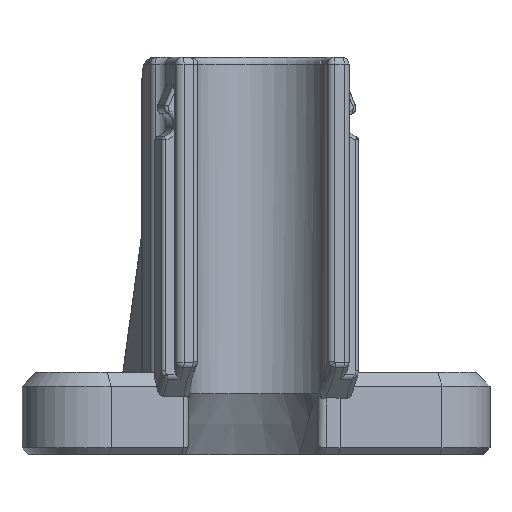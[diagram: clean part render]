
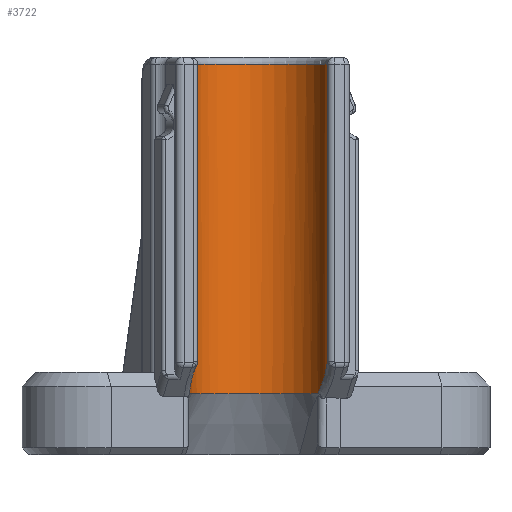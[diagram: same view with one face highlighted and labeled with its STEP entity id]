
A CAD part, left-side view. The second image highlights one B-rep face of the part: STEP entity #3722.
In plain terms, the highlighted cylindrical face has radius 5.05 mm (diameter 10.1 mm), a partial arc.
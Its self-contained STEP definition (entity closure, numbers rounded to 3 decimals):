
#116=CYLINDRICAL_SURFACE('',#4155,5.05);
#171=ELLIPSE('',#4154,7.504,5.05);
#172=ELLIPSE('',#4156,7.504,5.05);
#407=LINE('',#8125,#656);
#417=LINE('',#8397,#666);
#656=VECTOR('',#4892,10.);
#666=VECTOR('',#4966,10.);
#991=FACE_OUTER_BOUND('',#1235,.T.);
#1235=EDGE_LOOP('',(#3406,#3407,#3408,#3409,#3410,#3411,#3412,#3413));
#1398=CIRCLE('',#4032,5.05);
#1421=CIRCLE('',#4085,5.05);
#1498=B_SPLINE_CURVE_WITH_KNOTS('',3,(#8847,#8848,#8849,#8850),
 .UNSPECIFIED.,.F.,.F.,(4,4),(-1.389,-1.316),
 .UNSPECIFIED.);
#1499=B_SPLINE_CURVE_WITH_KNOTS('',3,(#8854,#8855,#8856,#8857),
 .UNSPECIFIED.,.F.,.F.,(4,4),(-1.826,-1.772),
 .UNSPECIFIED.);
#1763=VERTEX_POINT('',#8122);
#1764=VERTEX_POINT('',#8124);
#1771=VERTEX_POINT('',#8153);
#1777=VERTEX_POINT('',#8394);
#1795=VERTEX_POINT('',#8565);
#1796=VERTEX_POINT('',#8566);
#1822=VERTEX_POINT('',#8846);
#1823=VERTEX_POINT('',#8853);
#2210=EDGE_CURVE('',#1763,#1764,#407,.T.);
#2222=EDGE_CURVE('',#1771,#1763,#1398,.T.);
#2246=EDGE_CURVE('',#1777,#1771,#417,.T.);
#2280=EDGE_CURVE('',#1795,#1796,#1421,.T.);
#2361=EDGE_CURVE('',#1822,#1796,#1498,.T.);
#2362=EDGE_CURVE('',#1822,#1777,#171,.T.);
#2363=EDGE_CURVE('',#1795,#1823,#1499,.T.);
#2364=EDGE_CURVE('',#1764,#1823,#172,.T.);
#3406=ORIENTED_EDGE('',*,*,#2362,.F.);
#3407=ORIENTED_EDGE('',*,*,#2361,.T.);
#3408=ORIENTED_EDGE('',*,*,#2280,.F.);
#3409=ORIENTED_EDGE('',*,*,#2363,.T.);
#3410=ORIENTED_EDGE('',*,*,#2364,.F.);
#3411=ORIENTED_EDGE('',*,*,#2210,.F.);
#3412=ORIENTED_EDGE('',*,*,#2222,.F.);
#3413=ORIENTED_EDGE('',*,*,#2246,.F.);
#3722=ADVANCED_FACE('',(#991),#116,.F.);
#4032=AXIS2_PLACEMENT_3D('',#8163,#4910,#4911);
#4085=AXIS2_PLACEMENT_3D('',#8567,#5033,#5034);
#4154=AXIS2_PLACEMENT_3D('',#8851,#5229,#5230);
#4155=AXIS2_PLACEMENT_3D('',#8852,#5231,#5232);
#4156=AXIS2_PLACEMENT_3D('',#8858,#5233,#5234);
#4892=DIRECTION('',(0.,0.,-1.));
#4910=DIRECTION('center_axis',(0.,0.,
-1.));
#4911=DIRECTION('ref_axis',(0.956,0.292,0.));
#4966=DIRECTION('',(0.,0.,1.));
#5033=DIRECTION('center_axis',(0.,0.,
1.));
#5034=DIRECTION('ref_axis',(-0.123,0.992,0.));
#5229=DIRECTION('center_axis',(0.707,0.216,0.673));
#5230=DIRECTION('ref_axis',(0.644,0.197,-0.74));
#5231=DIRECTION('center_axis',(0.,0.,
-1.));
#5232=DIRECTION('ref_axis',(0.956,0.292,0.));
#5233=DIRECTION('center_axis',(0.707,0.216,0.673));
#5234=DIRECTION('ref_axis',(-0.644,-0.197,0.74));
#8122=CARTESIAN_POINT('',(-35.118,11.008,76.643));
#8124=CARTESIAN_POINT('',(-35.118,11.008,54.974));
#8125=CARTESIAN_POINT('',(-35.118,11.008,77.143));
#8153=CARTESIAN_POINT('',(-38.026,20.521,76.643));
#8163=CARTESIAN_POINT('Origin',(-35.737,16.02,76.643));
#8394=CARTESIAN_POINT('',(-38.026,20.521,54.974));
#8397=CARTESIAN_POINT('',(-38.026,20.521,77.143));
#8565=CARTESIAN_POINT('',(-33.09,11.719,52.614));
#8566=CARTESIAN_POINT('',(-35.947,21.065,52.614));
#8567=CARTESIAN_POINT('Origin',(-35.737,16.02,52.614));
#8846=CARTESIAN_POINT('',(-36.318,21.036,53.013));
#8847=CARTESIAN_POINT('Ctrl Pts',(-36.318,21.036,53.013));
#8848=CARTESIAN_POINT('Ctrl Pts',(-36.195,21.05,52.879));
#8849=CARTESIAN_POINT('Ctrl Pts',(-36.071,21.06,52.746));
#8850=CARTESIAN_POINT('Ctrl Pts',(-35.947,21.065,52.614));
#8851=CARTESIAN_POINT('Origin',(-35.737,16.02,54.014));
#8852=CARTESIAN_POINT('Origin',(-35.737,16.02,56.15));
#8853=CARTESIAN_POINT('',(-33.326,11.582,52.907));
#8854=CARTESIAN_POINT('Ctrl Pts',(-33.09,11.719,52.614));
#8855=CARTESIAN_POINT('Ctrl Pts',(-33.167,11.671,52.711));
#8856=CARTESIAN_POINT('Ctrl Pts',(-33.246,11.625,52.809));
#8857=CARTESIAN_POINT('Ctrl Pts',(-33.326,11.582,52.907));
#8858=CARTESIAN_POINT('Origin',(-35.737,16.02,54.014));
